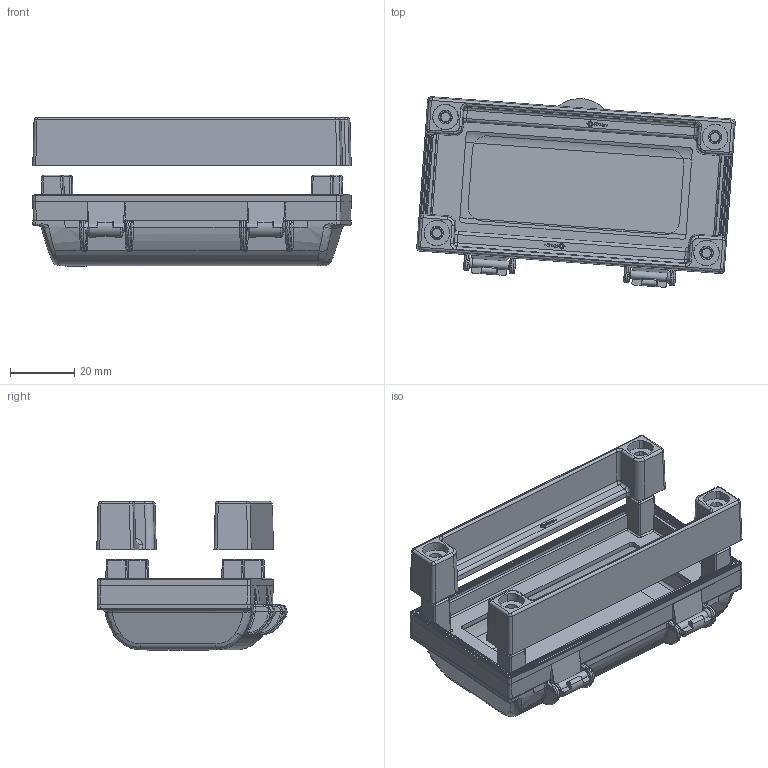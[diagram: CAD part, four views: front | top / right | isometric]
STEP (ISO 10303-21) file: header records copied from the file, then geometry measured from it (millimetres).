
FILE_DESCRIPTION(/* description */ (''),/* implementation_level */ '2;1');
FILE_NAME(/* name */ 'Prot_32x74_Assieme x web 20201005.stp',/* time_stamp */ '2020-10-05T17:21:50+02:00',/* author */ ('ut3'),/* organization */ (''),/* preprocessor_version */ 'ST-DEVELOPER v18.1',/* originating_system */ 'Autodesk Inventor 2021',/* authorisation */ '');
FILE_SCHEMA (('AUTOMOTIVE_DESIGN { 1 0 10303 214 3 1 1 }'));
Products named in the file (1): Prot_32x74_Assieme x web 20201005_Shrinkwrap_1
Bounding box: 99.16 x 59.3 x 46.4 mm (x, y, z)
Volume: 33523 mm3; surface area: 38545.2 mm2
Topology: 5 solids, 5 shells, 1310 faces, 3282 edges, 2035 vertices
Faces by surface type: plane 596, cylinder 323, bspline 287, cone 65, sphere 38, torus 1
Full cylindrical faces by diameter (mm): 2.65 x2
Entity records: 58758 total; most frequent: CARTESIAN_POINT 27776, ORIENTED_EDGE 6544, DIRECTION 5535, EDGE_CURVE 3272, VERTEX_POINT 2035, LINE 1923, VECTOR 1923, AXIS2_PLACEMENT_3D 1806
